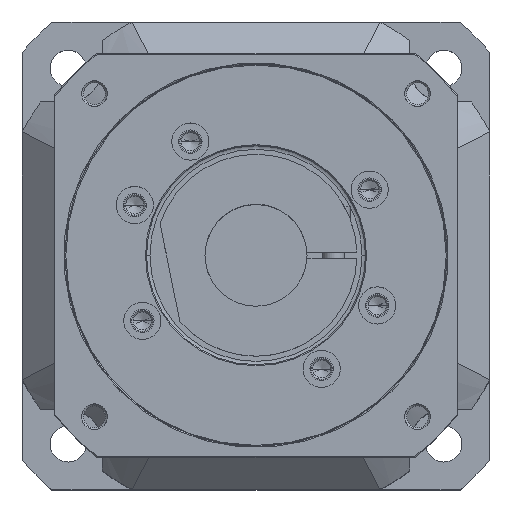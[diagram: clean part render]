
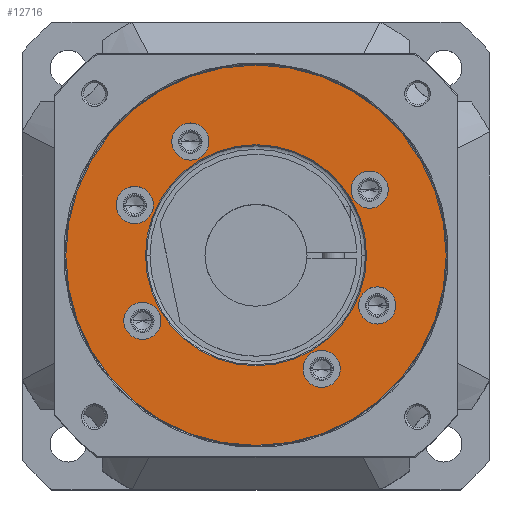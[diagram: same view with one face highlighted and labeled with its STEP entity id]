
A CAD part, top view. The second image highlights one B-rep face of the part: STEP entity #12716.
In plain terms, the highlighted planar face has unit normal (0, 0, 1).
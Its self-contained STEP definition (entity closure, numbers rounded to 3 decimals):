
#11007=CARTESIAN_POINT('',(0.,0.,25.));
#11008=DIRECTION('',(0.,0.,1.));
#11009=DIRECTION('',(0.,-1.,0.));
#11010=AXIS2_PLACEMENT_3D('',#11007,#11008,#11009);
#11012=CARTESIAN_POINT('',(0.,0.,25.));
#11013=DIRECTION('',(0.,0.,-1.));
#11014=DIRECTION('',(0.,-1.,0.));
#11015=AXIS2_PLACEMENT_3D('',#11012,#11013,#11014);
#11017=CARTESIAN_POINT('',(53.477,30.875,25.));
#11018=DIRECTION('',(0.,0.,1.));
#11019=DIRECTION('',(-1.,0.,0.));
#11020=AXIS2_PLACEMENT_3D('',#11017,#11018,#11019);
#11022=CARTESIAN_POINT('',(53.477,30.875,25.));
#11023=DIRECTION('',(0.,0.,1.));
#11024=DIRECTION('',(1.,0.,0.));
#11025=AXIS2_PLACEMENT_3D('',#11022,#11023,#11024);
#11027=CARTESIAN_POINT('',(-30.875,53.477,25.));
#11028=DIRECTION('',(0.,0.,1.));
#11029=DIRECTION('',(-1.,0.,0.));
#11030=AXIS2_PLACEMENT_3D('',#11027,#11028,#11029);
#11032=CARTESIAN_POINT('',(-30.875,53.477,25.));
#11033=DIRECTION('',(0.,0.,1.));
#11034=DIRECTION('',(1.,0.,0.));
#11035=AXIS2_PLACEMENT_3D('',#11032,#11033,#11034);
#11037=CARTESIAN_POINT('',(-53.477,-30.875,25.));
#11038=DIRECTION('',(0.,0.,1.));
#11039=DIRECTION('',(-1.,0.,0.));
#11040=AXIS2_PLACEMENT_3D('',#11037,#11038,#11039);
#11042=CARTESIAN_POINT('',(-53.477,-30.875,25.));
#11043=DIRECTION('',(0.,0.,1.));
#11044=DIRECTION('',(1.,0.,0.));
#11045=AXIS2_PLACEMENT_3D('',#11042,#11043,#11044);
#11047=CARTESIAN_POINT('',(30.875,-53.477,25.));
#11048=DIRECTION('',(0.,0.,1.));
#11049=DIRECTION('',(-1.,0.,0.));
#11050=AXIS2_PLACEMENT_3D('',#11047,#11048,#11049);
#11052=CARTESIAN_POINT('',(30.875,-53.477,25.));
#11053=DIRECTION('',(0.,0.,1.));
#11054=DIRECTION('',(1.,0.,0.));
#11055=AXIS2_PLACEMENT_3D('',#11052,#11053,#11054);
#11057=CARTESIAN_POINT('',(-23.631,-57.05,25.));
#11058=DIRECTION('',(0.,0.,1.));
#11059=DIRECTION('',(-1.,0.,0.));
#11060=AXIS2_PLACEMENT_3D('',#11057,#11058,#11059);
#11062=CARTESIAN_POINT('',(-23.631,-57.05,25.));
#11063=DIRECTION('',(0.,0.,1.));
#11064=DIRECTION('',(1.,0.,0.));
#11065=AXIS2_PLACEMENT_3D('',#11062,#11063,#11064);
#11067=CARTESIAN_POINT('',(23.631,57.05,25.));
#11068=DIRECTION('',(0.,0.,1.));
#11069=DIRECTION('',(-1.,0.,0.));
#11070=AXIS2_PLACEMENT_3D('',#11067,#11068,#11069);
#11072=CARTESIAN_POINT('',(23.631,57.05,25.));
#11073=DIRECTION('',(0.,0.,1.));
#11074=DIRECTION('',(1.,0.,0.));
#11075=AXIS2_PLACEMENT_3D('',#11072,#11073,#11074);
#11704=CARTESIAN_POINT('',(0.,0.,25.));
#11705=DIRECTION('',(0.,0.,-1.));
#11706=DIRECTION('',(1.,0.,0.));
#11707=AXIS2_PLACEMENT_3D('',#11704,#11705,#11706);
#11722=CARTESIAN_POINT('',(0.,0.,25.));
#11723=DIRECTION('',(0.,0.,-1.));
#11724=DIRECTION('',(-1.,0.,0.));
#11725=AXIS2_PLACEMENT_3D('',#11722,#11723,#11724);
#12173=CARTESIAN_POINT('',(44.727,30.875,25.));
#12174=CARTESIAN_POINT('',(62.227,30.875,25.));
#12175=VERTEX_POINT('',#12173);
#12176=VERTEX_POINT('',#12174);
#12177=CARTESIAN_POINT('',(-39.625,53.477,25.));
#12178=CARTESIAN_POINT('',(-22.125,53.477,25.));
#12179=VERTEX_POINT('',#12177);
#12180=VERTEX_POINT('',#12178);
#12181=CARTESIAN_POINT('',(-62.227,-30.875,25.));
#12182=CARTESIAN_POINT('',(-44.727,-30.875,25.));
#12183=VERTEX_POINT('',#12181);
#12184=VERTEX_POINT('',#12182);
#12185=CARTESIAN_POINT('',(22.125,-53.477,25.));
#12186=CARTESIAN_POINT('',(39.625,-53.477,25.));
#12187=VERTEX_POINT('',#12185);
#12188=VERTEX_POINT('',#12186);
#12205=CARTESIAN_POINT('',(0.,-89.5,25.));
#12206=VERTEX_POINT('',#12205);
#12207=CARTESIAN_POINT('',(0.,89.5,25.));
#12208=VERTEX_POINT('',#12207);
#12291=CARTESIAN_POINT('',(-32.381,-57.05,25.));
#12292=CARTESIAN_POINT('',(-14.881,-57.05,25.));
#12293=VERTEX_POINT('',#12291);
#12294=VERTEX_POINT('',#12292);
#12303=CARTESIAN_POINT('',(14.881,57.05,25.));
#12304=CARTESIAN_POINT('',(32.381,57.05,25.));
#12305=VERTEX_POINT('',#12303);
#12306=VERTEX_POINT('',#12304);
#12343=CARTESIAN_POINT('',(-52.,0.,25.));
#12344=CARTESIAN_POINT('',(52.,0.,25.));
#12345=VERTEX_POINT('',#12343);
#12346=VERTEX_POINT('',#12344);
#12664=CARTESIAN_POINT('',(0.,0.,25.));
#12665=DIRECTION('',(0.,0.,-1.));
#12666=DIRECTION('',(0.,-1.,0.));
#12667=AXIS2_PLACEMENT_3D('',#12664,#12665,#12666);
#12668=PLANE('',#12667);
#12670=ORIENTED_EDGE('',*,*,#12669,.F.);
#12672=ORIENTED_EDGE('',*,*,#12671,.T.);
#12673=EDGE_LOOP('',(#12670,#12672));
#12674=FACE_OUTER_BOUND('',#12673,.F.);
#12676=ORIENTED_EDGE('',*,*,#12675,.F.);
#12678=ORIENTED_EDGE('',*,*,#12677,.F.);
#12679=EDGE_LOOP('',(#12676,#12678));
#12680=FACE_BOUND('',#12679,.F.);
#12682=ORIENTED_EDGE('',*,*,#12681,.T.);
#12684=ORIENTED_EDGE('',*,*,#12683,.T.);
#12685=EDGE_LOOP('',(#12682,#12684));
#12686=FACE_BOUND('',#12685,.F.);
#12688=ORIENTED_EDGE('',*,*,#12687,.T.);
#12690=ORIENTED_EDGE('',*,*,#12689,.T.);
#12691=EDGE_LOOP('',(#12688,#12690));
#12692=FACE_BOUND('',#12691,.F.);
#12694=ORIENTED_EDGE('',*,*,#12693,.T.);
#12696=ORIENTED_EDGE('',*,*,#12695,.T.);
#12697=EDGE_LOOP('',(#12694,#12696));
#12698=FACE_BOUND('',#12697,.F.);
#12699=ORIENTED_EDGE('',*,*,#12654,.T.);
#12701=ORIENTED_EDGE('',*,*,#12700,.T.);
#12702=EDGE_LOOP('',(#12699,#12701));
#12703=FACE_BOUND('',#12702,.F.);
#12705=ORIENTED_EDGE('',*,*,#12704,.T.);
#12707=ORIENTED_EDGE('',*,*,#12706,.T.);
#12708=EDGE_LOOP('',(#12705,#12707));
#12709=FACE_BOUND('',#12708,.F.);
#12711=ORIENTED_EDGE('',*,*,#12710,.T.);
#12713=ORIENTED_EDGE('',*,*,#12712,.T.);
#12714=EDGE_LOOP('',(#12711,#12713));
#12715=FACE_BOUND('',#12714,.F.);
#12716=ADVANCED_FACE('',(#12674,#12680,#12686,#12692,#12698,#12703,#12709,
#12715),#12668,.F.);
#11011=CIRCLE('',#11010,89.5);
#11016=CIRCLE('',#11015,89.5);
#11021=CIRCLE('',#11020,8.75);
#11026=CIRCLE('',#11025,8.75);
#11031=CIRCLE('',#11030,8.75);
#11036=CIRCLE('',#11035,8.75);
#11041=CIRCLE('',#11040,8.75);
#11046=CIRCLE('',#11045,8.75);
#11051=CIRCLE('',#11050,8.75);
#11056=CIRCLE('',#11055,8.75);
#11061=CIRCLE('',#11060,8.75);
#11066=CIRCLE('',#11065,8.75);
#11071=CIRCLE('',#11070,8.75);
#11076=CIRCLE('',#11075,8.75);
#11708=CIRCLE('',#11707,52.);
#11726=CIRCLE('',#11725,52.);
#12654=EDGE_CURVE('',#12187,#12188,#11051,.T.);
#12669=EDGE_CURVE('',#12206,#12208,#11011,.T.);
#12671=EDGE_CURVE('',#12206,#12208,#11016,.T.);
#12675=EDGE_CURVE('',#12346,#12345,#11708,.T.);
#12677=EDGE_CURVE('',#12345,#12346,#11726,.T.);
#12681=EDGE_CURVE('',#12175,#12176,#11021,.T.);
#12683=EDGE_CURVE('',#12176,#12175,#11026,.T.);
#12687=EDGE_CURVE('',#12179,#12180,#11031,.T.);
#12689=EDGE_CURVE('',#12180,#12179,#11036,.T.);
#12693=EDGE_CURVE('',#12183,#12184,#11041,.T.);
#12695=EDGE_CURVE('',#12184,#12183,#11046,.T.);
#12700=EDGE_CURVE('',#12188,#12187,#11056,.T.);
#12704=EDGE_CURVE('',#12293,#12294,#11061,.T.);
#12706=EDGE_CURVE('',#12294,#12293,#11066,.T.);
#12710=EDGE_CURVE('',#12305,#12306,#11071,.T.);
#12712=EDGE_CURVE('',#12306,#12305,#11076,.T.);
